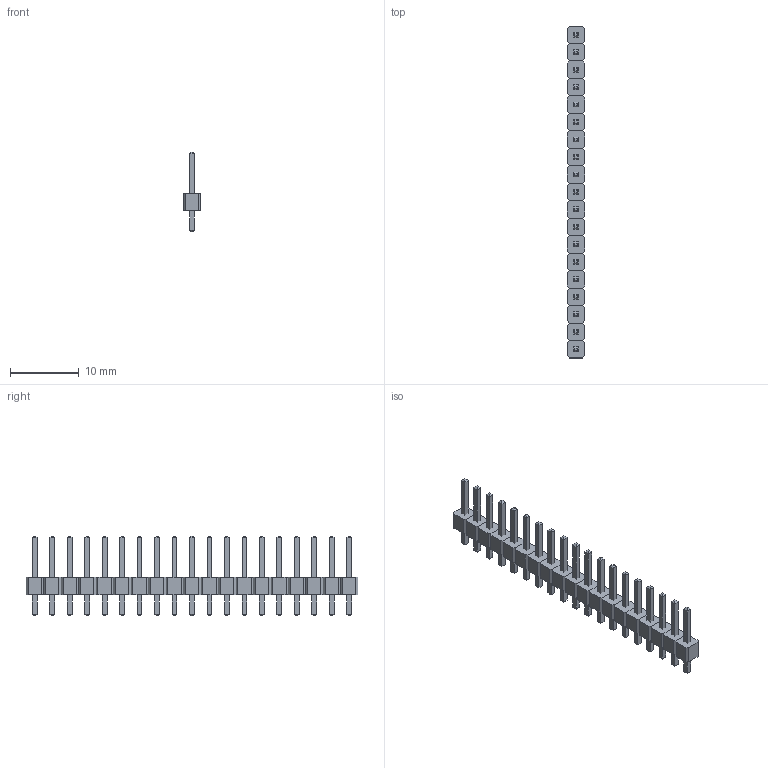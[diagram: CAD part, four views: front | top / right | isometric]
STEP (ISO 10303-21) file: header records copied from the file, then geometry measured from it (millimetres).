
FILE_DESCRIPTION(('FreeCAD Model'),'2;1');
FILE_NAME('Open CASCADE Shape Model','2022-07-24T09:43:50',( 'kicad StepUp'),('ksu MCAD'),'Open CASCADE STEP processor 7.5', 'FreeCAD','Unknown');
FILE_SCHEMA(('AUTOMOTIVE_DESIGN { 1 0 10303 214 1 1 1 1 }'));
Length unit declared in the file: millimetre
Products named in the file (3): PinHeader_P2.54mm_1x19; Body; Pin
Assembly tree (2 placements, depth 2):
  PinHeader_P2.54mm_1x19
    Body
    Pin
Bounding box: 2.54 x 48.26 x 11.5 mm (x, y, z)
Volume: 408 mm3; surface area: 1132.8 mm2
Topology: 20 solids, 20 shells, 496 faces, 1068 edges, 612 vertices
Faces by surface type: plane 496
Entity records: 12945 total; most frequent: CARTESIAN_POINT 2179, ORIENTED_EDGE 2136, DIRECTION 2066, EDGE_CURVE 1068, LINE 1068, VECTOR 1068, VERTEX_POINT 612, AXIS2_PLACEMENT_3D 499
